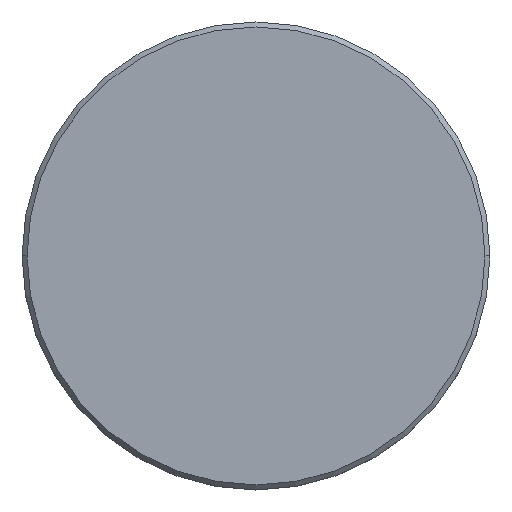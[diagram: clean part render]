
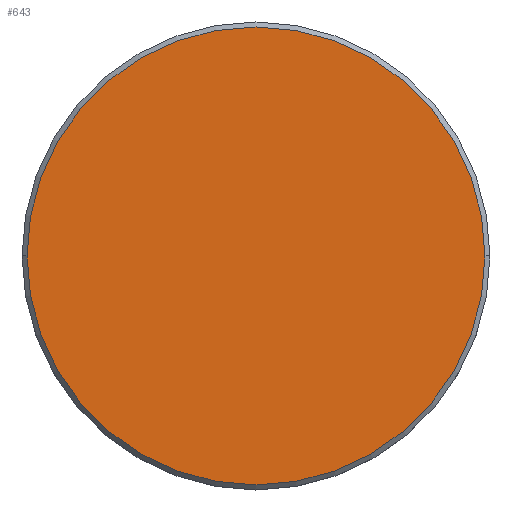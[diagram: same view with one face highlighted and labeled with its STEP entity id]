
A CAD part, top view. The second image highlights one B-rep face of the part: STEP entity #643.
In plain terms, the highlighted planar face has unit normal (0, 0, 1).
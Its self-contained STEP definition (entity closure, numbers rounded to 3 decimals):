
#37 = DIRECTION ( 'NONE',  ( 1., 0., 0. ) ) ;
#129 = ORIENTED_EDGE ( 'NONE', *, *, #676, .T. ) ;
#153 = CARTESIAN_POINT ( 'NONE',  ( 0., 0., 0. ) ) ;
#157 = PLANE ( 'NONE',  #830 ) ;
#163 = CIRCLE ( 'NONE', #771, 23. ) ;
#200 = CARTESIAN_POINT ( 'NONE',  ( 23., 0., 0. ) ) ;
#212 = ORIENTED_EDGE ( 'NONE', *, *, #733, .T. ) ;
#276 = FACE_OUTER_BOUND ( 'NONE', #296, .T. ) ;
#296 = EDGE_LOOP ( 'NONE', ( #212, #129 ) ) ;
#333 = VERTEX_POINT ( 'NONE', #200 ) ;
#424 = CIRCLE ( 'NONE', #1021, 23. ) ;
#433 = DIRECTION ( 'NONE',  ( 1., 0., 0. ) ) ;
#514 = DIRECTION ( 'NONE',  ( 0., 0., 1. ) ) ;
#563 = DIRECTION ( 'NONE',  ( 0., 0., 1. ) ) ;
#643 = ADVANCED_FACE ( 'NONE', ( #276 ), #157, .T. ) ;
#665 = CARTESIAN_POINT ( 'NONE',  ( -23., 0., 0. ) ) ;
#676 = EDGE_CURVE ( 'NONE', #333, #984, #163, .T. ) ;
#709 = DIRECTION ( 'NONE',  ( 0., 0., 1. ) ) ;
#733 = EDGE_CURVE ( 'NONE', #984, #333, #424, .T. ) ;
#771 = AXIS2_PLACEMENT_3D ( 'NONE', #804, #514, #433 ) ;
#804 = CARTESIAN_POINT ( 'NONE',  ( 0., 0., 0. ) ) ;
#822 = DIRECTION ( 'NONE',  ( 1., 0., 0. ) ) ;
#830 = AXIS2_PLACEMENT_3D ( 'NONE', #153, #709, #822 ) ;
#939 = CARTESIAN_POINT ( 'NONE',  ( 0., 0., 0. ) ) ;
#984 = VERTEX_POINT ( 'NONE', #665 ) ;
#1021 = AXIS2_PLACEMENT_3D ( 'NONE', #939, #563, #37 ) ;
